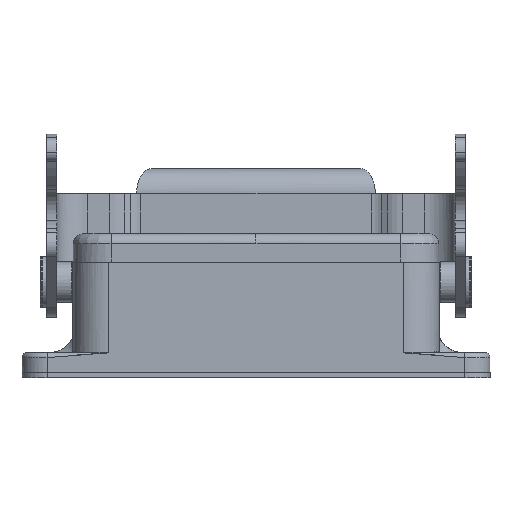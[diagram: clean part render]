
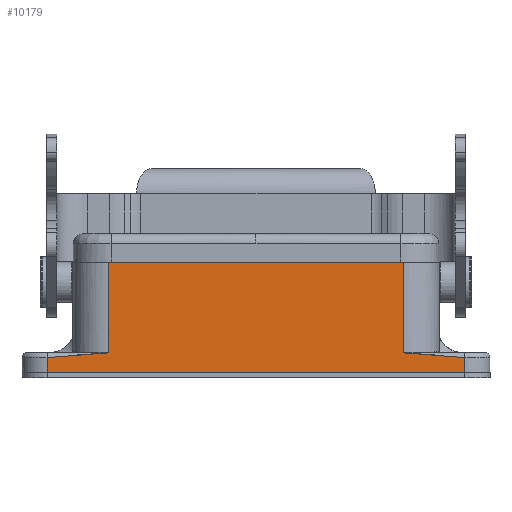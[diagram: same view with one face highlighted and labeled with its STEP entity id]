
A CAD part, front view. The second image highlights one B-rep face of the part: STEP entity #10179.
In plain terms, the highlighted planar face has unit normal (0, -1, 0).
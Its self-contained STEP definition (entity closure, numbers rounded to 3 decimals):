
#8296=B_SPLINE_CURVE_WITH_KNOTS('',3,(#39783,#39784,#39785,#39786,#39787,
#39788,#39789,#39790),.UNSPECIFIED.,.F.,.F.,(4,2,1,1,4),(0.,0.859,
0.931,0.98,1.),.UNSPECIFIED.);
#8351=B_SPLINE_CURVE_WITH_KNOTS('',3,(#42531,#42532,#42533,#42534,#42535,
#42536,#42537,#42538),.UNSPECIFIED.,.F.,.F.,(4,1,1,2,4),(0.,0.02,
0.069,0.141,1.),.UNSPECIFIED.);
#10179=ADVANCED_FACE('',(#11587),#10707,.T.);
#10707=PLANE('',#28196);
#11587=FACE_OUTER_BOUND('',#12757,.T.);
#12757=EDGE_LOOP('',(#20788,#20789,#20790,#20791,#20792,#20793,#20794,#20795));
#14314=LINE('',#42128,#15908);
#14316=LINE('',#42137,#15910);
#14337=LINE('',#42527,#15931);
#14338=LINE('',#42541,#15932);
#14339=LINE('',#42543,#15933);
#14340=LINE('',#42544,#15934);
#15908=VECTOR('',#32370,1.);
#15910=VECTOR('',#32378,1.);
#15931=VECTOR('',#32433,1.);
#15932=VECTOR('',#32438,1.);
#15933=VECTOR('',#32439,1.);
#15934=VECTOR('',#32440,1.);
#20788=ORIENTED_EDGE('',*,*,#25916,.T.);
#20789=ORIENTED_EDGE('',*,*,#25917,.T.);
#20790=ORIENTED_EDGE('',*,*,#25918,.F.);
#20791=ORIENTED_EDGE('',*,*,#25914,.F.);
#20792=ORIENTED_EDGE('',*,*,#25279,.T.);
#20793=ORIENTED_EDGE('',*,*,#25862,.T.);
#20794=ORIENTED_EDGE('',*,*,#25866,.F.);
#20795=ORIENTED_EDGE('',*,*,#25919,.T.);
#22878=VERTEX_POINT('',#39782);
#22879=VERTEX_POINT('',#39791);
#23265=VERTEX_POINT('',#42127);
#23269=VERTEX_POINT('',#42136);
#23298=VERTEX_POINT('',#42528);
#23299=VERTEX_POINT('',#42539);
#23300=VERTEX_POINT('',#42540);
#23301=VERTEX_POINT('',#42542);
#25279=EDGE_CURVE('',#22879,#22878,#8296,.T.);
#25862=EDGE_CURVE('',#22878,#23265,#14314,.T.);
#25866=EDGE_CURVE('',#23269,#23265,#14316,.T.);
#25914=EDGE_CURVE('',#22879,#23298,#14337,.T.);
#25916=EDGE_CURVE('',#23299,#23300,#8351,.T.);
#25917=EDGE_CURVE('',#23300,#23301,#14338,.T.);
#25918=EDGE_CURVE('',#23298,#23301,#14339,.T.);
#25919=EDGE_CURVE('',#23269,#23299,#14340,.T.);
#28196=AXIS2_PLACEMENT_3D('',#42545,#32441,#32442);
#32370=DIRECTION('',(0.,0.,1.));
#32378=DIRECTION('',(1.,0.,0.));
#32433=DIRECTION('',(0.,0.,-1.));
#32438=DIRECTION('',(0.,0.,-1.));
#32439=DIRECTION('',(-1.,0.,0.));
#32440=DIRECTION('',(0.,0.,-1.));
#32441=DIRECTION('',(0.,-1.,0.));
#32442=DIRECTION('',(0.,0.,1.));
#39782=CARTESIAN_POINT('',(46.649,-21.424,-20.33));
#39783=CARTESIAN_POINT('',(58.749,-21.424,-21.275));
#39784=CARTESIAN_POINT('',(55.256,-21.424,-21.275));
#39785=CARTESIAN_POINT('',(51.762,-21.424,-21.036));
#39786=CARTESIAN_POINT('',(48.041,-21.424,-20.536));
#39787=CARTESIAN_POINT('',(47.559,-21.424,-20.468));
#39788=CARTESIAN_POINT('',(46.999,-21.424,-20.385));
#39789=CARTESIAN_POINT('',(46.727,-21.424,-20.343));
#39790=CARTESIAN_POINT('',(46.649,-21.424,-20.33));
#39791=CARTESIAN_POINT('',(58.749,-21.424,-21.275));
#42127=CARTESIAN_POINT('',(46.649,-21.424,-2.275));
#42128=CARTESIAN_POINT('',(46.649,-21.424,-20.33));
#42136=CARTESIAN_POINT('',(-12.151,-21.424,-2.275));
#42137=CARTESIAN_POINT('',(-12.151,-21.424,-2.275));
#42527=CARTESIAN_POINT('',(58.749,-21.424,-21.275));
#42528=CARTESIAN_POINT('',(58.749,-21.424,-24.275));
#42531=CARTESIAN_POINT('',(-12.151,-21.424,-20.33));
#42532=CARTESIAN_POINT('',(-12.228,-21.424,-20.343));
#42533=CARTESIAN_POINT('',(-12.501,-21.424,-20.385));
#42534=CARTESIAN_POINT('',(-13.06,-21.424,-20.468));
#42535=CARTESIAN_POINT('',(-13.543,-21.424,-20.536));
#42536=CARTESIAN_POINT('',(-17.263,-21.424,-21.036));
#42537=CARTESIAN_POINT('',(-20.757,-21.424,-21.275));
#42538=CARTESIAN_POINT('',(-24.251,-21.424,-21.275));
#42539=CARTESIAN_POINT('',(-12.151,-21.424,-20.33));
#42540=CARTESIAN_POINT('',(-24.251,-21.424,-21.275));
#42541=CARTESIAN_POINT('',(-24.251,-21.424,-21.275));
#42542=CARTESIAN_POINT('',(-24.251,-21.424,-24.275));
#42543=CARTESIAN_POINT('',(58.749,-21.424,-24.275));
#42544=CARTESIAN_POINT('',(-12.151,-21.424,-2.275));
#42545=CARTESIAN_POINT('',(63.989,-21.424,-25.225));
